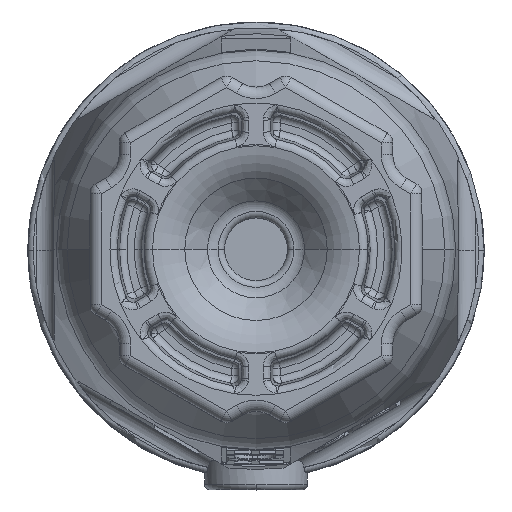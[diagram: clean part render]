
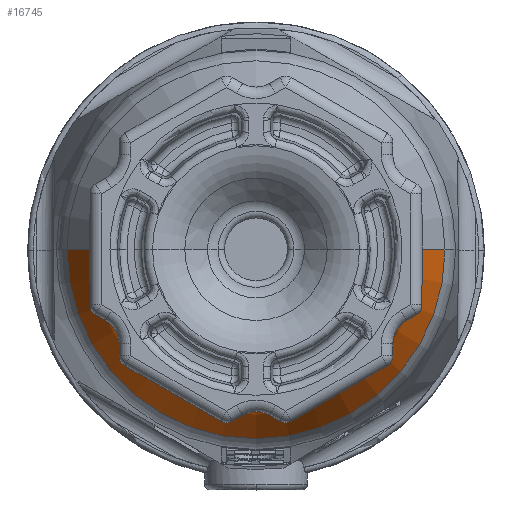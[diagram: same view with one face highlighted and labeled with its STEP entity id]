
A CAD part, top view. The second image highlights one B-rep face of the part: STEP entity #16745.
In plain terms, the highlighted toroidal (fillet/blend) face has major radius 41.704 mm and minor radius 30 mm.
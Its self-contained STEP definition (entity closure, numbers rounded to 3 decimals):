
#152 = CARTESIAN_POINT ( 'NONE',  ( 16.561, 0., 52.645 ) ) ;
#2572 = CARTESIAN_POINT ( 'NONE',  ( 41.704, 0., 69.012 ) ) ;
#3681 = CIRCLE ( 'NONE', #30119, 30. ) ;
#5418 = DIRECTION ( 'NONE',  ( 0., 1., 0. ) ) ;
#5591 = VERTEX_POINT ( 'NONE', #152 ) ;
#6021 = AXIS2_PLACEMENT_3D ( 'NONE', #10523, #22198, #24189 ) ;
#6471 = ORIENTED_EDGE ( 'NONE', *, *, #25078, .F. ) ;
#8011 = CIRCLE ( 'NONE', #33855, 16.561 ) ;
#10523 = CARTESIAN_POINT ( 'NONE',  ( 0., 0., 69.012 ) ) ;
#11286 = AXIS2_PLACEMENT_3D ( 'NONE', #21555, #12933, #24255 ) ;
#12137 = CARTESIAN_POINT ( 'NONE',  ( 0., 0., 69.012 ) ) ;
#12668 = DIRECTION ( 'NONE',  ( 1., 0., 0. ) ) ;
#12793 = CARTESIAN_POINT ( 'NONE',  ( 0., 0., 52.645 ) ) ;
#12933 = DIRECTION ( 'NONE',  ( 0., -1., 0. ) ) ;
#15910 = EDGE_CURVE ( 'NONE', #5591, #24894, #3681, .T. ) ;
#16031 = DIRECTION ( 'NONE',  ( 0., 0., -1. ) ) ;
#16741 = DIRECTION ( 'NONE',  ( -1., 0., 0. ) ) ;
#16745 = ADVANCED_FACE ( 'NONE', ( #24376 ), #16933, .F. ) ;
#16933 = TOROIDAL_SURFACE ( 'NONE', #6021, 41.704, 30. ) ;
#17033 = CIRCLE ( 'NONE', #11286, 30. ) ;
#17489 = CARTESIAN_POINT ( 'NONE',  ( 11.704, 0., 69.012 ) ) ;
#17666 = ORIENTED_EDGE ( 'NONE', *, *, #33299, .T. ) ;
#17729 = VERTEX_POINT ( 'NONE', #30221 ) ;
#20249 = ORIENTED_EDGE ( 'NONE', *, *, #15910, .T. ) ;
#21308 = EDGE_CURVE ( 'NONE', #21872, #17729, #17033, .T. ) ;
#21555 = CARTESIAN_POINT ( 'NONE',  ( -41.704, 0., 69.012 ) ) ;
#21872 = VERTEX_POINT ( 'NONE', #33728 ) ;
#22198 = DIRECTION ( 'NONE',  ( 0., 0., -1. ) ) ;
#23095 = DIRECTION ( 'NONE',  ( 0., 0., -1. ) ) ;
#23754 = DIRECTION ( 'NONE',  ( 1., 0., 0. ) ) ;
#24189 = DIRECTION ( 'NONE',  ( 1., 0., 0. ) ) ;
#24255 = DIRECTION ( 'NONE',  ( 1., 0., 0. ) ) ;
#24376 = FACE_OUTER_BOUND ( 'NONE', #25760, .T. ) ;
#24894 = VERTEX_POINT ( 'NONE', #17489 ) ;
#25078 = EDGE_CURVE ( 'NONE', #5591, #21872, #8011, .T. ) ;
#25760 = EDGE_LOOP ( 'NONE', ( #29320, #6471, #20249, #17666 ) ) ;
#28962 = CIRCLE ( 'NONE', #34685, 11.704 ) ;
#29320 = ORIENTED_EDGE ( 'NONE', *, *, #21308, .F. ) ;
#30119 = AXIS2_PLACEMENT_3D ( 'NONE', #2572, #5418, #16741 ) ;
#30221 = CARTESIAN_POINT ( 'NONE',  ( -11.704, 0., 69.012 ) ) ;
#33299 = EDGE_CURVE ( 'NONE', #24894, #17729, #28962, .T. ) ;
#33728 = CARTESIAN_POINT ( 'NONE',  ( -16.561, 0., 52.645 ) ) ;
#33855 = AXIS2_PLACEMENT_3D ( 'NONE', #12793, #16031, #23754 ) ;
#34685 = AXIS2_PLACEMENT_3D ( 'NONE', #12137, #23095, #12668 ) ;
